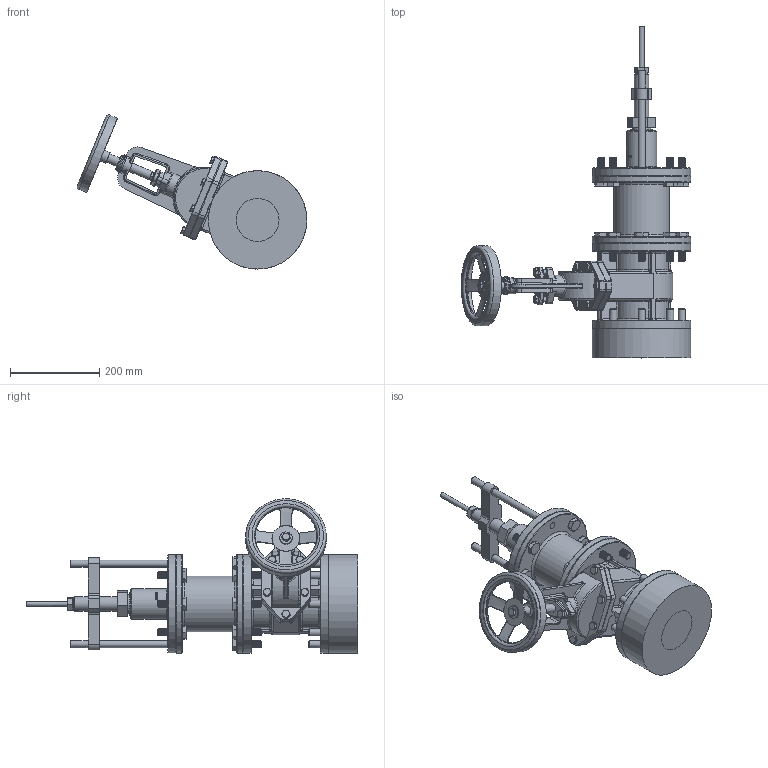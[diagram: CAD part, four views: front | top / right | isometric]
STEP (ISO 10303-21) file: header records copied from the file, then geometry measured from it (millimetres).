
FILE_DESCRIPTION (( 'STEP AP214' ), '1' );
FILE_NAME ('SB-100-SA-03 Sea Valve Defeatured.STEP', '2020-02-04T11:18:47', ( '' ), ( '' ), 'SwSTEP 2.0', 'SolidWorks 2018', '' );
FILE_SCHEMA (( 'AUTOMOTIVE_DESIGN' ));
Length unit declared in the file: millimetre
Products named in the file (1): SB-100-SA-03 Sea Valve Defeatured
Bounding box: 513.31 x 742 x 344.64 mm (x, y, z)
Volume: 11717192.7 mm3; surface area: 846602.4 mm2
Topology: 1 solids, 1 shells, 1787 faces, 4090 edges, 2341 vertices
Faces by surface type: plane 598, cone 475, cylinder 466, torus 131, bspline 89, sphere 28
Full cylindrical faces by diameter (mm): 8.8 x2, 10 x2, 11 x1, 16 x199, 20 x2, 23 x1, 26 x1, 27 x14, 28 x1, 32 x3, 32.5 x1, 35 x1, 41 x1, 42 x1, 50 x1, 68 x1, 124.5 x1, 162 x2, 176 x1, 180 x1, 220 x6
Entity records: 61243 total; most frequent: CARTESIAN_POINT 15765, DIRECTION 7710, ORIENTED_EDGE 6742, EDGE_CURVE 3371, AXIS2_PLACEMENT_3D 3264, EDGE_LOOP 2528, VERTEX_POINT 2261, FACE_OUTER_BOUND 2047
